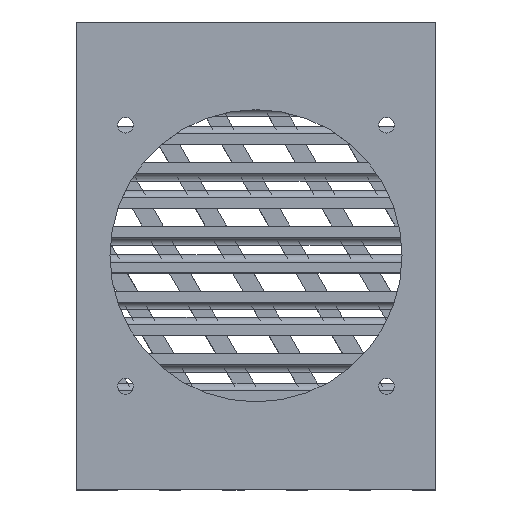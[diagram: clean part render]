
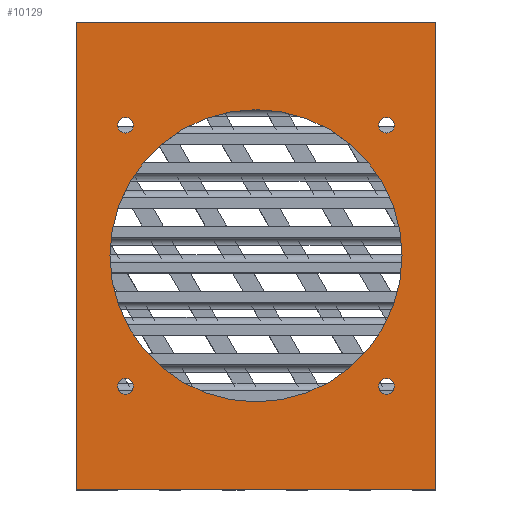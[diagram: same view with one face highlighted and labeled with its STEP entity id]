
A CAD part, top view. The second image highlights one B-rep face of the part: STEP entity #10129.
In plain terms, the highlighted planar face has unit normal (0, 0, 1).
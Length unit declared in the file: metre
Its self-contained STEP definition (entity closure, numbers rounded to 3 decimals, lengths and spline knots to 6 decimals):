
#293=CIRCLE('',#10804,0.00215);
#294=CIRCLE('',#10805,0.00215);
#295=CIRCLE('',#10806,0.00215);
#296=CIRCLE('',#10807,0.00215);
#297=CIRCLE('',#10808,0.04);
#2735=ORIENTED_EDGE('',*,*,#4739,.F.);
#2736=ORIENTED_EDGE('',*,*,#4740,.F.);
#2737=ORIENTED_EDGE('',*,*,#4741,.F.);
#2738=ORIENTED_EDGE('',*,*,#4742,.F.);
#2739=ORIENTED_EDGE('',*,*,#4743,.F.);
#2740=ORIENTED_EDGE('',*,*,#3948,.T.);
#2741=ORIENTED_EDGE('',*,*,#3432,.T.);
#2742=ORIENTED_EDGE('',*,*,#3539,.F.);
#2743=ORIENTED_EDGE('',*,*,#4729,.F.);
#3432=EDGE_CURVE('',#4943,#4942,#5826,.T.);
#3539=EDGE_CURVE('',#5041,#4942,#5933,.T.);
#3948=EDGE_CURVE('',#5440,#4943,#6318,.T.);
#4729=EDGE_CURVE('',#5440,#5041,#6963,.T.);
#4739=EDGE_CURVE('',#5739,#5739,#293,.T.);
#4740=EDGE_CURVE('',#5740,#5740,#294,.T.);
#4741=EDGE_CURVE('',#5741,#5741,#295,.T.);
#4742=EDGE_CURVE('',#5742,#5742,#296,.T.);
#4743=EDGE_CURVE('',#5743,#5743,#297,.T.);
#4942=VERTEX_POINT('',#13906);
#4943=VERTEX_POINT('',#13908);
#5041=VERTEX_POINT('',#14121);
#5440=VERTEX_POINT('',#14987);
#5739=VERTEX_POINT('',#16307);
#5740=VERTEX_POINT('',#16309);
#5741=VERTEX_POINT('',#16311);
#5742=VERTEX_POINT('',#16313);
#5743=VERTEX_POINT('',#16315);
#5826=LINE('',#13907,#7110);
#5933=LINE('',#14122,#7217);
#6318=LINE('',#14986,#7602);
#6963=LINE('',#16295,#8247);
#7110=VECTOR('',#11135,1.);
#7217=VECTOR('',#11260,1.);
#7602=VECTOR('',#11807,1.);
#8247=VECTOR('',#13182,1.);
#8663=EDGE_LOOP('',(#2735));
#8664=EDGE_LOOP('',(#2736));
#8665=EDGE_LOOP('',(#2737));
#8666=EDGE_LOOP('',(#2738));
#8667=EDGE_LOOP('',(#2739));
#8668=EDGE_LOOP('',(#2740,#2741,#2742,#2743));
#9217=FACE_BOUND('',#8663,.T.);
#9218=FACE_BOUND('',#8664,.T.);
#9219=FACE_BOUND('',#8665,.T.);
#9220=FACE_BOUND('',#8666,.T.);
#9221=FACE_BOUND('',#8667,.T.);
#9222=FACE_BOUND('',#8668,.T.);
#9689=PLANE('',#10803);
#10129=ADVANCED_FACE('',(#9217,#9218,#9219,#9220,#9221,#9222),#9689,.T.);
#10803=AXIS2_PLACEMENT_3D('',#16305,#13192,#13193);
#10804=AXIS2_PLACEMENT_3D('',#16306,#13194,#13195);
#10805=AXIS2_PLACEMENT_3D('',#16308,#13196,#13197);
#10806=AXIS2_PLACEMENT_3D('',#16310,#13198,#13199);
#10807=AXIS2_PLACEMENT_3D('',#16312,#13200,#13201);
#10808=AXIS2_PLACEMENT_3D('',#16314,#13202,#13203);
#11135=DIRECTION('',(1.,0.,0.));
#11260=DIRECTION('',(0.,-1.,0.));
#11807=DIRECTION('',(0.,-1.,0.));
#13182=DIRECTION('',(1.,0.,0.));
#13192=DIRECTION('',(0.,0.,1.));
#13193=DIRECTION('',(-1.,0.,0.));
#13194=DIRECTION('',(0.,0.,1.));
#13195=DIRECTION('',(0.,1.,0.));
#13196=DIRECTION('',(0.,0.,1.));
#13197=DIRECTION('',(0.,1.,0.));
#13198=DIRECTION('',(0.,0.,1.));
#13199=DIRECTION('',(0.,1.,0.));
#13200=DIRECTION('',(0.,0.,1.));
#13201=DIRECTION('',(0.,1.,0.));
#13202=DIRECTION('',(0.,0.,1.));
#13203=DIRECTION('',(0.,1.,0.));
#13906=CARTESIAN_POINT('',(0.04925,-0.084717,0.079204));
#13907=CARTESIAN_POINT('',(0.04725,-0.084717,0.079204));
#13908=CARTESIAN_POINT('',(-0.04925,-0.084717,0.079204));
#14121=CARTESIAN_POINT('',(0.04925,0.043283,0.079204));
#14122=CARTESIAN_POINT('',(0.04925,0.043283,0.079204));
#14986=CARTESIAN_POINT('',(-0.04925,0.043283,0.079204));
#14987=CARTESIAN_POINT('',(-0.04925,0.043283,0.079204));
#16295=CARTESIAN_POINT('',(0.04725,0.043283,0.079204));
#16305=CARTESIAN_POINT('',(0.,-0.020717,0.079204));
#16306=CARTESIAN_POINT('',(0.03575,0.01503,0.079204));
#16307=CARTESIAN_POINT('',(0.03575,0.01718,0.079204));
#16308=CARTESIAN_POINT('',(-0.03575,0.01503,0.079204));
#16309=CARTESIAN_POINT('',(-0.03575,0.01718,0.079204));
#16310=CARTESIAN_POINT('',(-0.03575,-0.05647,0.079204));
#16311=CARTESIAN_POINT('',(-0.03575,-0.05432,0.079204));
#16312=CARTESIAN_POINT('',(0.03575,-0.05647,0.079204));
#16313=CARTESIAN_POINT('',(0.03575,-0.05432,0.079204));
#16314=CARTESIAN_POINT('',(0.,-0.02072,0.079204));
#16315=CARTESIAN_POINT('',(0.,0.01928,0.079204));
